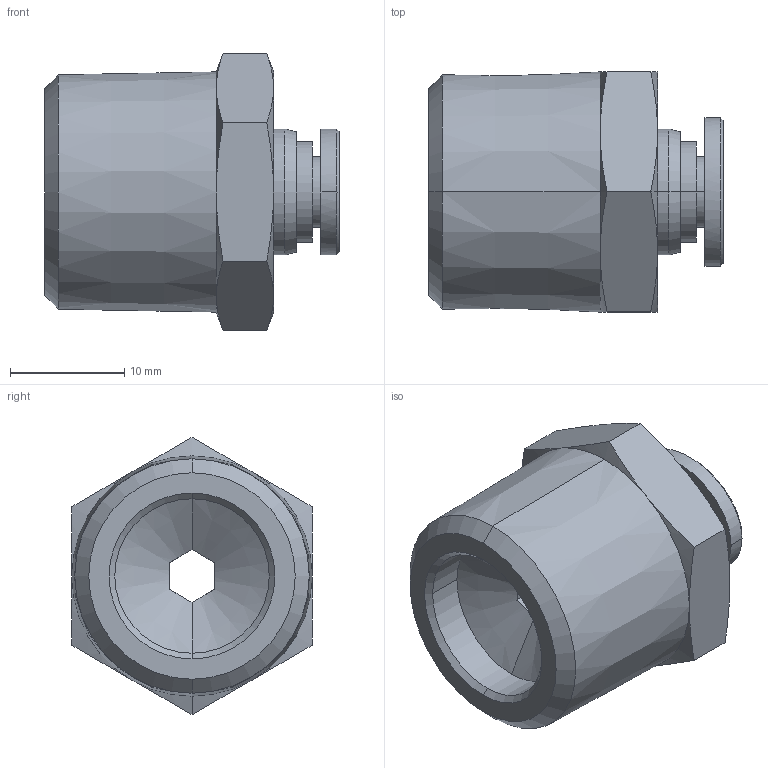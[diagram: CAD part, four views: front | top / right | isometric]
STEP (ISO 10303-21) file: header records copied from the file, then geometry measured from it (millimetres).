
FILE_DESCRIPTION (( 'STEP AP214' ), '1' );
FILE_NAME ('PC06-04.STEP', '2018-09-10T09:06:57', ( '' ), ( '' ), 'SwSTEP 2.0', 'SolidWorks 2018', '' );
FILE_SCHEMA (( 'AUTOMOTIVE_DESIGN' ));
Length unit declared in the file: millimetre
Products named in the file (1): PC06-04
Bounding box: 25.75 x 21 x 24.25 mm (x, y, z)
Surface area: 2762.8 mm2 (no closed solid volume)
Topology: 0 solids, 2 shells, 233 faces, 694 edges, 455 vertices
Faces by surface type: plane 160, bspline 32, cone 24, cylinder 17
Entity records: 11502 total; most frequent: CARTESIAN_POINT 3051, ORIENTED_EDGE 1292, DIRECTION 1053, EDGE_CURVE 694, VECTOR 527, LINE 527, VERTEX_POINT 455, AXIS2_PLACEMENT_3D 263
